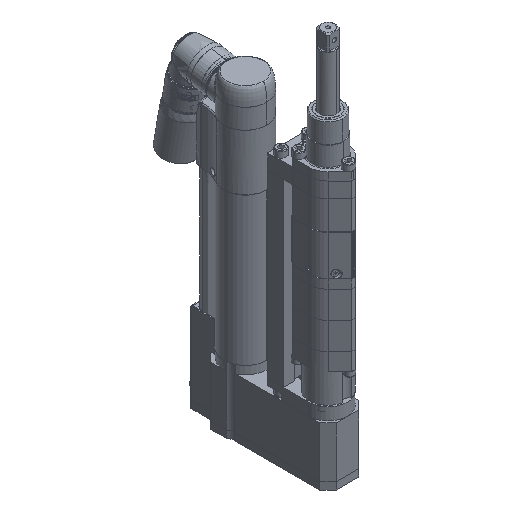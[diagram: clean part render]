
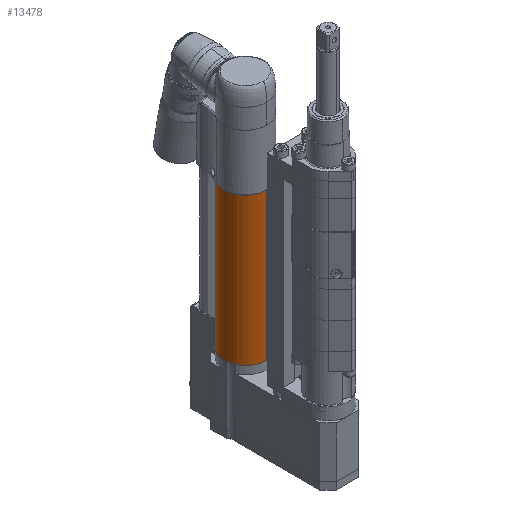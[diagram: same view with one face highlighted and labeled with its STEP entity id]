
A CAD part, isometric view. The second image highlights one B-rep face of the part: STEP entity #13478.
In plain terms, the highlighted cylindrical face has radius 21 mm (diameter 42 mm), a partial arc.
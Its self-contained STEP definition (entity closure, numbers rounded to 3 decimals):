
#11209=CARTESIAN_POINT('',(0.,0.,0.));
#11210=DIRECTION('',(0.,0.,-1.));
#11211=DIRECTION('',(0.,1.,0.));
#11212=AXIS2_PLACEMENT_3D('',#11209,#11210,#11211);
#11265=CARTESIAN_POINT('',(0.,21.,-6.5));
#11278=CARTESIAN_POINT('',(0.,21.,-1.5));
#11305=CARTESIAN_POINT('',(0.,21.,-1.5));
#11306=CARTESIAN_POINT('',(0.241,21.,-1.5));
#11307=CARTESIAN_POINT('',(0.705,20.992,
-1.567));
#11308=CARTESIAN_POINT('',(1.367,20.959,
-1.865));
#11309=CARTESIAN_POINT('',(1.915,20.914,
-2.341));
#11310=CARTESIAN_POINT('',(2.304,20.874,
-2.943));
#11311=CARTESIAN_POINT('',(2.509,20.85,
-3.645));
#11312=CARTESIAN_POINT('',(2.509,20.85,
-4.358));
#11313=CARTESIAN_POINT('',(2.302,20.874,
-5.061));
#11314=CARTESIAN_POINT('',(1.914,20.914,
-5.66));
#11315=CARTESIAN_POINT('',(1.363,20.959,
-6.138));
#11316=CARTESIAN_POINT('',(0.703,20.992,
-6.433));
#11317=CARTESIAN_POINT('',(0.241,21.,-6.5));
#11318=CARTESIAN_POINT('',(0.,21.,-6.5));
#11323=DIRECTION('',(0.,0.,1.));
#11324=VECTOR('',#11323,138.);
#11325=CARTESIAN_POINT('',(0.,21.,-144.5));
#11326=LINE('',#11325,#11324);
#11330=CARTESIAN_POINT('',(0.,0.,-144.5));
#11331=DIRECTION('',(0.,0.,-1.));
#11332=DIRECTION('',(0.,1.,0.));
#11333=AXIS2_PLACEMENT_3D('',#11330,#11331,#11332);
#11338=DIRECTION('',(0.,0.,1.));
#11339=VECTOR('',#11338,144.5);
#11340=CARTESIAN_POINT('',(0.,-21.,-144.5));
#11341=LINE('',#11340,#11339);
#11345=DIRECTION('',(0.,0.,1.));
#11346=VECTOR('',#11345,1.5);
#11347=CARTESIAN_POINT('',(0.,21.,-1.5));
#11348=LINE('',#11347,#11346);
#12297=CARTESIAN_POINT('',(0.,-21.,-144.5));
#12298=CARTESIAN_POINT('',(0.,-21.,0.));
#12299=VERTEX_POINT('',#12297);
#12300=VERTEX_POINT('',#12298);
#12309=CARTESIAN_POINT('',(0.,21.,-144.5));
#12310=VERTEX_POINT('',#12309);
#12311=CARTESIAN_POINT('',(0.,21.,0.));
#12312=VERTEX_POINT('',#12311);
#12367=VERTEX_POINT('',#11265);
#12368=VERTEX_POINT('',#11278);
#13464=CARTESIAN_POINT('',(0.,0.,-172.775));
#13465=DIRECTION('',(0.,0.,1.));
#13466=DIRECTION('',(0.,1.,0.));
#13467=AXIS2_PLACEMENT_3D('',#13464,#13465,#13466);
#13468=CYLINDRICAL_SURFACE('',#13467,21.);
#13469=ORIENTED_EDGE('',*,*,#13455,.T.);
#13470=ORIENTED_EDGE('',*,*,#13430,.F.);
#13472=ORIENTED_EDGE('',*,*,#13471,.T.);
#13473=ORIENTED_EDGE('',*,*,#13426,.T.);
#13474=ORIENTED_EDGE('',*,*,#13389,.F.);
#13475=ORIENTED_EDGE('',*,*,#13423,.F.);
#13476=EDGE_LOOP('',(#13469,#13470,#13472,#13473,#13474,#13475));
#13477=FACE_OUTER_BOUND('',#13476,.F.);
#13478=ADVANCED_FACE('',(#13477),#13468,.T.);
#11213=CIRCLE('',#11212,21.);
#11319=B_SPLINE_CURVE_WITH_KNOTS('',3,(#11305,#11306,#11307,#11308,#11309,
#11310,#11311,#11312,#11313,#11314,#11315,#11316,#11317,#11318),.UNSPECIFIED.,
.F.,.F.,(4,1,1,1,1,1,1,1,1,1,1,4),(0.,0.091,0.182,
0.273,0.364,0.455,0.545,
0.636,0.727,0.818,0.909,1.),
.UNSPECIFIED.);
#11334=CIRCLE('',#11333,21.);
#13389=EDGE_CURVE('',#12312,#12300,#11213,.T.);
#13423=EDGE_CURVE('',#12368,#12312,#11348,.T.);
#13426=EDGE_CURVE('',#12299,#12300,#11341,.T.);
#13430=EDGE_CURVE('',#12310,#12367,#11326,.T.);
#13455=EDGE_CURVE('',#12368,#12367,#11319,.T.);
#13471=EDGE_CURVE('',#12310,#12299,#11334,.T.);
